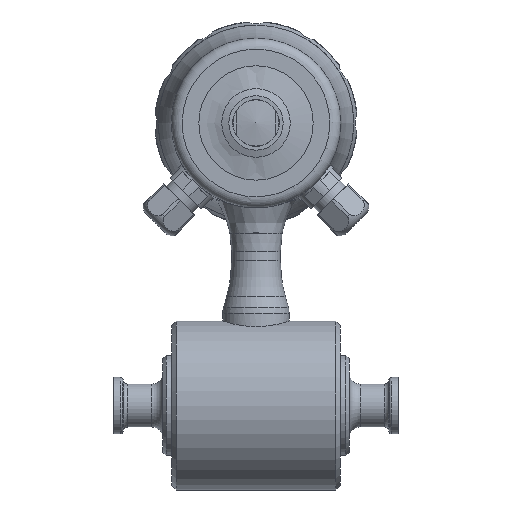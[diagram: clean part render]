
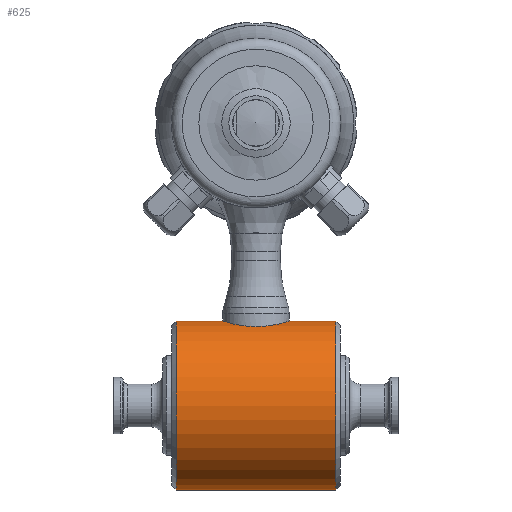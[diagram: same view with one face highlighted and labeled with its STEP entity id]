
A CAD part, left-side view. The second image highlights one B-rep face of the part: STEP entity #625.
In plain terms, the highlighted cylindrical face has radius 38.05 mm (diameter 76.1 mm), a full revolution.
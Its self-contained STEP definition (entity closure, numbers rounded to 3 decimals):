
#625 = ADVANCED_FACE( 'NONE', ( #1734, #1735, #1736 ), #1737, .T. );
#1734 = FACE_BOUND( '', #3459, .T. );
#1735 = FACE_OUTER_BOUND( '', #3460, .T. );
#1736 = FACE_OUTER_BOUND( '', #3461, .T. );
#1737 = CYLINDRICAL_SURFACE( '', #3462, 38.05 );
#3459 = EDGE_LOOP( '', ( #6123, #6124, #6125, #6126, #6127, #6128 ) );
#3460 = EDGE_LOOP( '', ( #6129 ) );
#3461 = EDGE_LOOP( '', ( #6130 ) );
#3462 = AXIS2_PLACEMENT_3D( '', #6131, #6132, #6133 );
#6123 = ORIENTED_EDGE( '', *, *, #10667, .F. );
#6124 = ORIENTED_EDGE( '', *, *, #10668, .F. );
#6125 = ORIENTED_EDGE( '', *, *, #10669, .F. );
#6126 = ORIENTED_EDGE( '', *, *, #10670, .F. );
#6127 = ORIENTED_EDGE( '', *, *, #10671, .F. );
#6128 = ORIENTED_EDGE( '', *, *, #10672, .F. );
#6129 = ORIENTED_EDGE( '', *, *, #10673, .F. );
#6130 = ORIENTED_EDGE( '', *, *, #10674, .T. );
#6131 = CARTESIAN_POINT( '', ( 0., -109.971, 0. ) );
#6132 = DIRECTION( '', ( 0., 1., 0. ) );
#6133 = DIRECTION( '', ( 0., 0., 1. ) );
#10667 = EDGE_CURVE( '', #12636, #12637, #12638, .F. );
#10668 = EDGE_CURVE( '', #12639, #12636, #12640, .T. );
#10669 = EDGE_CURVE( '', #12641, #12639, #12642, .T. );
#10670 = EDGE_CURVE( '', #12643, #12641, #12644, .F. );
#10671 = EDGE_CURVE( '', #12645, #12643, #12646, .T. );
#10672 = EDGE_CURVE( '', #12637, #12645, #12647, .T. );
#10673 = EDGE_CURVE( 'NONE', #12648, #12648, #12649, .T. );
#10674 = EDGE_CURVE( 'NONE', #12650, #12650, #12651, .T. );
#12636 = VERTEX_POINT( '', #15824 );
#12637 = VERTEX_POINT( '', #15825 );
#12638 = LINE( '', #15826, #15827 );
#12639 = VERTEX_POINT( '', #15828 );
#12640 = LINE( '', #15829, #15830 );
#12641 = VERTEX_POINT( '', #15831 );
#12642 = B_SPLINE_CURVE_WITH_KNOTS( '', 3, ( #15832, #15833, #15834, #15835, #15836, #15837, #15838, #15839, #15840, #15841, #15842, #15843 ), .UNSPECIFIED., .F., .F., ( 4, 1, 1, 1, 1, 1, 1, 1, 1, 4 ), ( 0., 0.1, 0.2, 0.3, 0.4, 0.499, 0.5, 0.666, 0.833, 1. ), .UNSPECIFIED. );
#12643 = VERTEX_POINT( '', #15844 );
#12644 = LINE( '', #15845, #15846 );
#12645 = VERTEX_POINT( '', #15847 );
#12646 = LINE( '', #15848, #15849 );
#12647 = B_SPLINE_CURVE_WITH_KNOTS( '', 3, ( #15850, #15851, #15852, #15853, #15854, #15855, #15856, #15857, #15858, #15859, #15860, #15861, #15862 ), .UNSPECIFIED., .F., .F., ( 4, 1, 1, 1, 1, 1, 1, 1, 1, 1, 4 ), ( 0., 0.1, 0.2, 0.3, 0.4, 0.5, 0.6, 0.7, 0.8, 0.9, 1. ), .UNSPECIFIED. );
#12648 = VERTEX_POINT( '', #15863 );
#12649 = CIRCLE( '', #15864, 38.05 );
#12650 = VERTEX_POINT( '', #15865 );
#12651 = CIRCLE( '', #15866, 38.05 );
#15824 = CARTESIAN_POINT( '', ( 1.786, 9.331, 38.008 ) );
#15825 = CARTESIAN_POINT( '', ( 1.786, 14.893, 38.008 ) );
#15826 = CARTESIAN_POINT( '', ( 1.786, 0.036, 38.008 ) );
#15827 = VECTOR( '', #21992, 1000. );
#15828 = CARTESIAN_POINT( '', ( 1.786, -14.893, 38.008 ) );
#15829 = CARTESIAN_POINT( '', ( 1.786, -15., 38.008 ) );
#15830 = VECTOR( '', #21993, 1000. );
#15831 = CARTESIAN_POINT( '', ( -1.786, -14.893, 38.008 ) );
#15832 = CARTESIAN_POINT( '', ( -1.786, -14.893, 38.008 ) );
#15833 = CARTESIAN_POINT( '', ( -1.667, -14.907, 38.013 ) );
#15834 = CARTESIAN_POINT( '', ( -1.43, -14.934, 38.024 ) );
#15835 = CARTESIAN_POINT( '', ( -1.073, -14.963, 38.035 ) );
#15836 = CARTESIAN_POINT( '', ( -0.716, -14.984, 38.044 ) );
#15837 = CARTESIAN_POINT( '', ( -0.359, -14.997, 38.049 ) );
#15838 = CARTESIAN_POINT( '', ( -0.12, -15., 38.05 ) );
#15839 = CARTESIAN_POINT( '', ( 0.198, -15., 38.05 ) );
#15840 = CARTESIAN_POINT( '', ( 0.596, -14.992, 38.047 ) );
#15841 = CARTESIAN_POINT( '', ( 1.192, -14.958, 38.033 ) );
#15842 = CARTESIAN_POINT( '', ( 1.588, -14.915, 38.016 ) );
#15843 = CARTESIAN_POINT( '', ( 1.786, -14.893, 38.008 ) );
#15844 = CARTESIAN_POINT( '', ( -1.786, 9.331, 38.008 ) );
#15845 = CARTESIAN_POINT( '', ( -1.786, -15., 38.008 ) );
#15846 = VECTOR( '', #21994, 1000. );
#15847 = CARTESIAN_POINT( '', ( -1.786, 14.893, 38.008 ) );
#15848 = CARTESIAN_POINT( '', ( -1.786, 0.036, 38.008 ) );
#15849 = VECTOR( '', #21995, 1000. );
#15850 = CARTESIAN_POINT( '', ( 1.786, 14.893, 38.008 ) );
#15851 = CARTESIAN_POINT( '', ( 1.667, 14.907, 38.013 ) );
#15852 = CARTESIAN_POINT( '', ( 1.43, 14.933, 38.024 ) );
#15853 = CARTESIAN_POINT( '', ( 1.073, 14.963, 38.035 ) );
#15854 = CARTESIAN_POINT( '', ( 0.716, 14.984, 38.044 ) );
#15855 = CARTESIAN_POINT( '', ( 0.358, 14.997, 38.049 ) );
#15856 = CARTESIAN_POINT( '', ( 0., 15.001, 38.05 ) );
#15857 = CARTESIAN_POINT( '', ( -0.358, 14.997, 38.049 ) );
#15858 = CARTESIAN_POINT( '', ( -0.716, 14.984, 38.044 ) );
#15859 = CARTESIAN_POINT( '', ( -1.073, 14.963, 38.035 ) );
#15860 = CARTESIAN_POINT( '', ( -1.43, 14.933, 38.024 ) );
#15861 = CARTESIAN_POINT( '', ( -1.667, 14.907, 38.013 ) );
#15862 = CARTESIAN_POINT( '', ( -1.786, 14.893, 38.008 ) );
#15863 = CARTESIAN_POINT( '', ( 0., -36., 38.05 ) );
#15864 = AXIS2_PLACEMENT_3D( '', #21996, #21997, #21998 );
#15865 = CARTESIAN_POINT( '', ( 0., 36., 38.05 ) );
#15866 = AXIS2_PLACEMENT_3D( '', #21999, #22000, #22001 );
#21992 = DIRECTION( '', ( 0., -1., 0. ) );
#21993 = DIRECTION( '', ( 0., 1., 0. ) );
#21994 = DIRECTION( '', ( 0., 1., 0. ) );
#21995 = DIRECTION( '', ( 0., -1., 0. ) );
#21996 = CARTESIAN_POINT( '', ( 0., -36., 0. ) );
#21997 = DIRECTION( '', ( 0., -1., 0. ) );
#21998 = DIRECTION( '', ( 0., 0., 1. ) );
#21999 = CARTESIAN_POINT( '', ( 0., 36., 0. ) );
#22000 = DIRECTION( '', ( 0., -1., 0. ) );
#22001 = DIRECTION( '', ( 0., 0., 1. ) );
